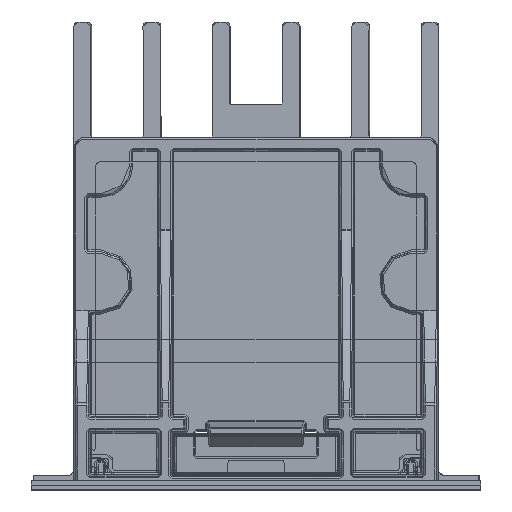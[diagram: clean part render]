
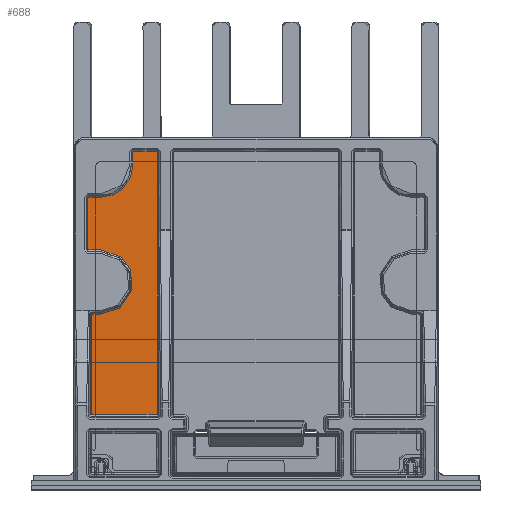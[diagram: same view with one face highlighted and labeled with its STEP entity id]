
A CAD part, front view. The second image highlights one B-rep face of the part: STEP entity #688.
In plain terms, the highlighted planar face has unit normal (0, -1, 0).
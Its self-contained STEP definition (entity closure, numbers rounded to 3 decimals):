
#688=ADVANCED_FACE('',(#1784),#16016,.T.);
#1784=FACE_OUTER_BOUND('',#2890,.T.);
#2890=EDGE_LOOP('',(#6460,#6461,#6462,#6463,#6464,#6465,#6466,#6467,#6468,
#6469,#6470));
#6460=ORIENTED_EDGE('',*,*,#10065,.T.);
#6461=ORIENTED_EDGE('',*,*,#10073,.T.);
#6462=ORIENTED_EDGE('',*,*,#10367,.T.);
#6463=ORIENTED_EDGE('',*,*,#10072,.T.);
#6464=ORIENTED_EDGE('',*,*,#10071,.T.);
#6465=ORIENTED_EDGE('',*,*,#10070,.T.);
#6466=ORIENTED_EDGE('',*,*,#10069,.T.);
#6467=ORIENTED_EDGE('',*,*,#10068,.T.);
#6468=ORIENTED_EDGE('',*,*,#10067,.T.);
#6469=ORIENTED_EDGE('',*,*,#10373,.T.);
#6470=ORIENTED_EDGE('',*,*,#10066,.T.);
#10065=EDGE_CURVE('',#14594,#14595,#13088,.T.);
#10066=EDGE_CURVE('',#14596,#14594,#13089,.T.);
#10067=EDGE_CURVE('',#14598,#14597,#13090,.T.);
#10068=EDGE_CURVE('',#14599,#14598,#13091,.T.);
#10069=EDGE_CURVE('',#14600,#14599,#13092,.T.);
#10070=EDGE_CURVE('',#14601,#14600,#13093,.T.);
#10071=EDGE_CURVE('',#14602,#14601,#13094,.T.);
#10072=EDGE_CURVE('',#14603,#14602,#13095,.T.);
#10073=EDGE_CURVE('',#14595,#14604,#13096,.T.);
#10367=EDGE_CURVE('',#14604,#14603,#11928,.T.);
#10373=EDGE_CURVE('',#14597,#14596,#11934,.T.);
#11928=(
BOUNDED_CURVE()
B_SPLINE_CURVE(2,(#40233,#40234,#40235,#40236,#40237),.UNSPECIFIED.,.F.,
 .F.)
B_SPLINE_CURVE_WITH_KNOTS((3,2,3),(-12.399,-6.199,
0.),.UNSPECIFIED.)
CURVE()
GEOMETRIC_REPRESENTATION_ITEM()
RATIONAL_B_SPLINE_CURVE((1.,0.707,1.,0.707,1.))
REPRESENTATION_ITEM('')
);
#11934=(
BOUNDED_CURVE()
B_SPLINE_CURVE(2,(#40253,#40254,#40255),.UNSPECIFIED.,.F.,.F.)
B_SPLINE_CURVE_WITH_KNOTS((3,3),(-6.199,0.),.UNSPECIFIED.)
CURVE()
GEOMETRIC_REPRESENTATION_ITEM()
RATIONAL_B_SPLINE_CURVE((1.,0.707,1.))
REPRESENTATION_ITEM('')
);
#13088=B_SPLINE_CURVE_WITH_KNOTS('',1,(#39477,#39478),.UNSPECIFIED.,.F.,
 .F.,(2,2),(-6.407,0.),.UNSPECIFIED.);
#13089=B_SPLINE_CURVE_WITH_KNOTS('',1,(#39479,#39480),.UNSPECIFIED.,.F.,
 .F.,(2,2),(-1.572,0.),.UNSPECIFIED.);
#13090=B_SPLINE_CURVE_WITH_KNOTS('',1,(#39481,#39482),.UNSPECIFIED.,.F.,
 .F.,(2,2),(-1.672,0.),.UNSPECIFIED.);
#13091=B_SPLINE_CURVE_WITH_KNOTS('',1,(#39483,#39484),.UNSPECIFIED.,.F.,
 .F.,(2,2),(-2.948,0.),.UNSPECIFIED.);
#13092=B_SPLINE_CURVE_WITH_KNOTS('',1,(#39485,#39486),.UNSPECIFIED.,.F.,
 .F.,(2,2),(-32.169,0.),.UNSPECIFIED.);
#13093=B_SPLINE_CURVE_WITH_KNOTS('',1,(#39487,#39488),.UNSPECIFIED.,.F.,
 .F.,(2,2),(-7.991,0.),.UNSPECIFIED.);
#13094=B_SPLINE_CURVE_WITH_KNOTS('',1,(#39489,#39490),.UNSPECIFIED.,.F.,
 .F.,(2,2),(-12.25,0.),.UNSPECIFIED.);
#13095=B_SPLINE_CURVE_WITH_KNOTS('',1,(#39491,#39492),.UNSPECIFIED.,.F.,
 .F.,(2,2),(-1.096,0.),.UNSPECIFIED.);
#13096=B_SPLINE_CURVE_WITH_KNOTS('',1,(#39493,#39494),.UNSPECIFIED.,.F.,
 .F.,(2,2),(-1.572,0.),.UNSPECIFIED.);
#14594=VERTEX_POINT('',#38542);
#14595=VERTEX_POINT('',#38543);
#14596=VERTEX_POINT('',#38544);
#14597=VERTEX_POINT('',#38545);
#14598=VERTEX_POINT('',#38546);
#14599=VERTEX_POINT('',#38547);
#14600=VERTEX_POINT('',#38548);
#14601=VERTEX_POINT('',#38549);
#14602=VERTEX_POINT('',#38550);
#14603=VERTEX_POINT('',#38551);
#14604=VERTEX_POINT('',#38552);
#16016=PLANE('',#16382);
#16382=AXIS2_PLACEMENT_3D('',#30976,#16664,$);
#16664=DIRECTION('',(0.,-1.,0.));
#30976=CARTESIAN_POINT('',(-22.028,-1224.166,-1180.382));
#38542=CARTESIAN_POINT('',(-20.572,-1224.166,-1150.006));
#38543=CARTESIAN_POINT('',(-20.572,-1224.166,-1156.412));
#38544=CARTESIAN_POINT('',(-19.,-1224.166,-1150.006));
#38545=CARTESIAN_POINT('',(-15.053,-1224.166,-1146.059));
#38546=CARTESIAN_POINT('',(-15.053,-1224.166,-1144.387));
#38547=CARTESIAN_POINT('',(-12.106,-1224.166,-1144.387));
#38548=CARTESIAN_POINT('',(-12.106,-1224.166,-1176.555));
#38549=CARTESIAN_POINT('',(-20.096,-1224.166,-1176.555));
#38550=CARTESIAN_POINT('',(-20.096,-1224.166,-1164.306));
#38551=CARTESIAN_POINT('',(-19.,-1224.166,-1164.306));
#38552=CARTESIAN_POINT('',(-19.,-1224.166,-1156.412));
#39477=CARTESIAN_POINT('',(-20.572,-1224.166,-1150.006));
#39478=CARTESIAN_POINT('',(-20.572,-1224.166,-1156.412));
#39479=CARTESIAN_POINT('',(-19.,-1224.166,-1150.006));
#39480=CARTESIAN_POINT('',(-20.572,-1224.166,-1150.006));
#39481=CARTESIAN_POINT('',(-15.053,-1224.166,-1144.387));
#39482=CARTESIAN_POINT('',(-15.053,-1224.166,-1146.059));
#39483=CARTESIAN_POINT('',(-12.106,-1224.166,-1144.387));
#39484=CARTESIAN_POINT('',(-15.053,-1224.166,-1144.387));
#39485=CARTESIAN_POINT('',(-12.106,-1224.166,-1176.555));
#39486=CARTESIAN_POINT('',(-12.106,-1224.166,-1144.387));
#39487=CARTESIAN_POINT('',(-20.096,-1224.166,-1176.555));
#39488=CARTESIAN_POINT('',(-12.106,-1224.166,-1176.555));
#39489=CARTESIAN_POINT('',(-20.096,-1224.166,-1164.306));
#39490=CARTESIAN_POINT('',(-20.096,-1224.166,-1176.555));
#39491=CARTESIAN_POINT('',(-19.,-1224.166,-1164.306));
#39492=CARTESIAN_POINT('',(-20.096,-1224.166,-1164.306));
#39493=CARTESIAN_POINT('',(-20.572,-1224.166,-1156.412));
#39494=CARTESIAN_POINT('',(-19.,-1224.166,-1156.412));
#40233=CARTESIAN_POINT('',(-19.,-1224.166,-1156.412));
#40234=CARTESIAN_POINT('',(-15.053,-1224.166,-1156.412));
#40235=CARTESIAN_POINT('',(-15.053,-1224.166,-1160.359));
#40236=CARTESIAN_POINT('',(-15.053,-1224.166,-1164.306));
#40237=CARTESIAN_POINT('',(-19.,-1224.166,-1164.306));
#40253=CARTESIAN_POINT('',(-15.053,-1224.166,-1146.059));
#40254=CARTESIAN_POINT('',(-15.053,-1224.166,-1150.006));
#40255=CARTESIAN_POINT('',(-19.,-1224.166,-1150.006));
